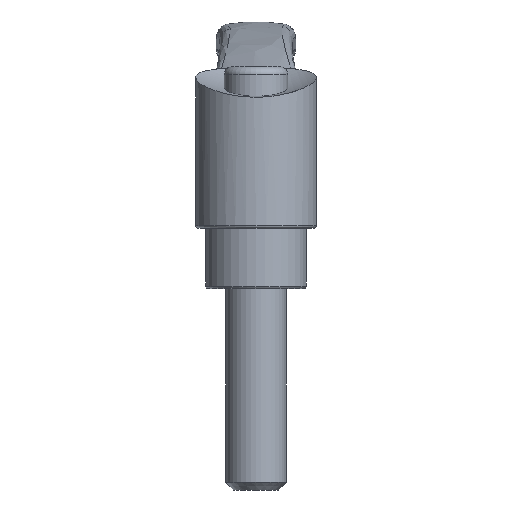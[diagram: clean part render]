
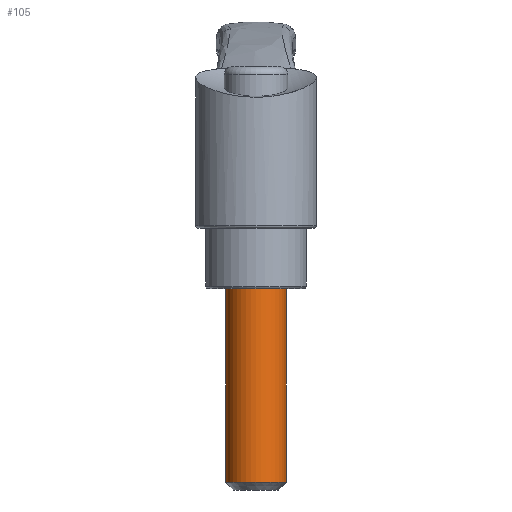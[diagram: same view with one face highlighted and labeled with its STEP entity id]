
A CAD part, left-side view. The second image highlights one B-rep face of the part: STEP entity #105.
In plain terms, the highlighted cylindrical face has radius 6 mm (diameter 12 mm), a full revolution.
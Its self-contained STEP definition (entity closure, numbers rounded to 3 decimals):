
#105 = ADVANCED_FACE( '', ( #256, #257 ), #258, .T. );
#256 = FACE_OUTER_BOUND( '', #1209, .T. );
#257 = FACE_OUTER_BOUND( '', #1210, .T. );
#258 = CYLINDRICAL_SURFACE( '', #1211, 6. );
#1209 = EDGE_LOOP( '', ( #3862 ) );
#1210 = EDGE_LOOP( '', ( #3863 ) );
#1211 = AXIS2_PLACEMENT_3D( '', #3864, #3865, #3866 );
#3862 = ORIENTED_EDGE( '', *, *, #4265, .T. );
#3863 = ORIENTED_EDGE( '', *, *, #4266, .T. );
#3864 = CARTESIAN_POINT( '', ( 0., 0., -52. ) );
#3865 = DIRECTION( '', ( 0., 0., -1. ) );
#3866 = DIRECTION( '', ( 1., 0., 0. ) );
#4265 = EDGE_CURVE( '', #4485, #4485, #4486, .F. );
#4266 = EDGE_CURVE( '', #4487, #4487, #4488, .T. );
#4485 = VERTEX_POINT( '', #5223 );
#4486 = CIRCLE( '', #5224, 6. );
#4487 = VERTEX_POINT( '', #5225 );
#4488 = CIRCLE( '', #5226, 6. );
#5223 = CARTESIAN_POINT( '', ( -6., 0., -50.5 ) );
#5224 = AXIS2_PLACEMENT_3D( '', #6972, #6973, #6974 );
#5225 = CARTESIAN_POINT( '', ( 0., 6., -12. ) );
#5226 = AXIS2_PLACEMENT_3D( '', #6975, #6976, #6977 );
#6972 = CARTESIAN_POINT( '', ( 0., 0., -50.5 ) );
#6973 = DIRECTION( '', ( 0., 0., -1. ) );
#6974 = DIRECTION( '', ( -1., 0., 0. ) );
#6975 = CARTESIAN_POINT( '', ( 0., 0., -12. ) );
#6976 = DIRECTION( '', ( 0., 0., -1. ) );
#6977 = DIRECTION( '', ( 0., 1., 0. ) );
